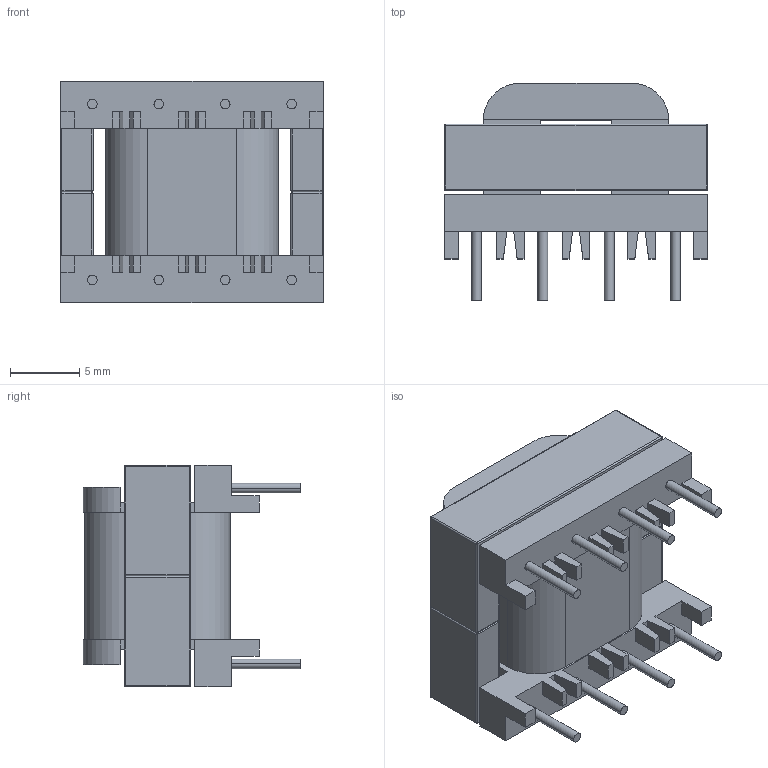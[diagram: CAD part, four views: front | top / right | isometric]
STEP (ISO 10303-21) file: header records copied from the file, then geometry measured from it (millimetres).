
FILE_DESCRIPTION (( 'STEP AP214' ), '1' );
FILE_NAME ('EE19-8-5-horizontal-4-pins-side.STEP', '2017-01-16T14:16:56', ( '砐錪賧瘔蠈錪 Windows' ), ( '' ), 'SwSTEP 2.0', 'SolidWorks 2016', '' );
FILE_SCHEMA (( 'AUTOMOTIVE_DESIGN' ));
Length unit declared in the file: millimetre
Products named in the file (4): EE19-horizontal-4-pins-side-coil-former; Core-19-8-5; Coil-9.2; EE19-8-5-horizontal-4-pins-side
Assembly tree (4 placements, depth 2):
  EE19-8-5-horizontal-4-pins-side
    Core-19-8-5  x2
    EE19-horizontal-4-pins-side-coil-former
    Coil-9.2
Bounding box: 19 x 15.7 x 16 mm (x, y, z)
Volume: 2381 mm3; surface area: 3421.8 mm2
Topology: 4 solids, 4 shells, 256 faces, 636 edges, 364 vertices
Faces by surface type: plane 136, cylinder 88, sphere 32
Entity records: 6074 total; most frequent: CARTESIAN_POINT 1005, DIRECTION 970, ORIENTED_EDGE 960, EDGE_CURVE 480, LINE 376, VECTOR 376, VERTEX_POINT 300, AXIS2_PLACEMENT_3D 297
